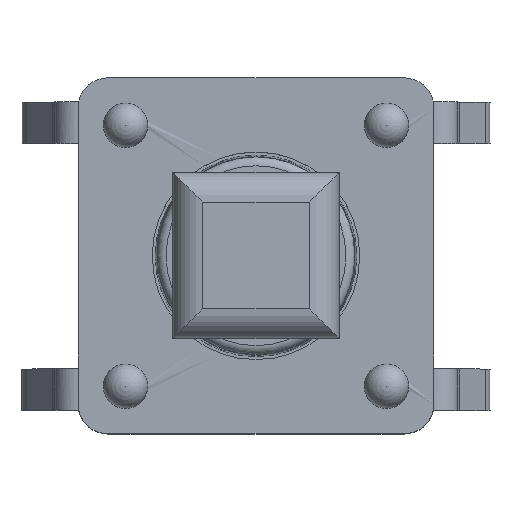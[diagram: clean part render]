
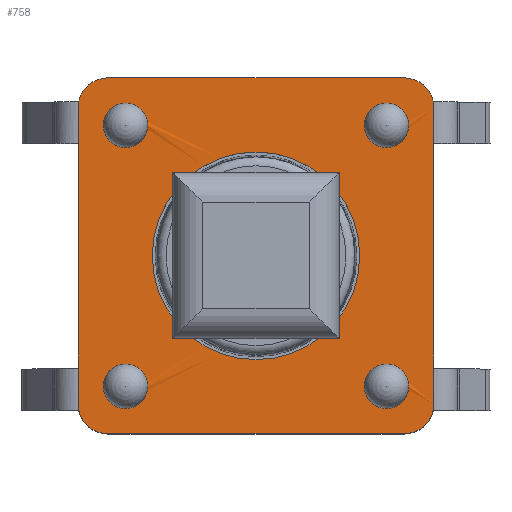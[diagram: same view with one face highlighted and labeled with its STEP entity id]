
A CAD part, top view. The second image highlights one B-rep face of the part: STEP entity #758.
In plain terms, the highlighted planar face has unit normal (0, 0, 1).
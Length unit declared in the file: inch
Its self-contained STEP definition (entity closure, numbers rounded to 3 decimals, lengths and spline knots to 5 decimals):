
#621=CARTESIAN_POINT('',(0.0689,0.,0.06732));
#622=VERTEX_POINT('',#621);
#623=CARTESIAN_POINT('',(0.,0.,0.06732));
#624=DIRECTION('',(0.0,0.0,-1.0));
#625=DIRECTION('',(-1.0,0.0,0.0));
#626=AXIS2_PLACEMENT_3D('',#623,#624,#625);
#627=CIRCLE('',#626,0.0689);
#628=EDGE_CURVE('',#622,#622,#627,.T.);
#636=CARTESIAN_POINT('',(-0.12992,-0.12992,0.06732));
#637=DIRECTION('',(0.0,0.0,1.0));
#638=DIRECTION('',(1.0,0.0,0.0));
#639=AXIS2_PLACEMENT_3D('',#636,#637,#638);
#640=PLANE('',#639);
#641=CARTESIAN_POINT('',(-0.09843,-0.11811,0.06732));
#642=VERTEX_POINT('',#641);
#643=CARTESIAN_POINT('',(-0.11811,-0.09843,0.06732));
#644=VERTEX_POINT('',#643);
#645=CARTESIAN_POINT('',(-0.09843,-0.09843,0.06732));
#646=DIRECTION('',(0.0,0.0,-1.0));
#647=DIRECTION('',(-0.707,-0.707,0.0));
#648=AXIS2_PLACEMENT_3D('',#645,#646,#647);
#649=CIRCLE('',#648,0.01969);
#650=EDGE_CURVE('',#642,#644,#649,.T.);
#651=ORIENTED_EDGE('',*,*,#650,.F.);
#652=CARTESIAN_POINT('',(0.09843,-0.11811,0.06732));
#653=VERTEX_POINT('',#652);
#654=CARTESIAN_POINT('',(0.09843,-0.11811,0.06732));
#655=DIRECTION('',(-1.0,0.0,0.0));
#656=VECTOR('',#655,0.19685);
#657=LINE('',#654,#656);
#658=EDGE_CURVE('',#653,#642,#657,.T.);
#659=ORIENTED_EDGE('',*,*,#658,.F.);
#660=CARTESIAN_POINT('',(0.11811,-0.09843,0.06732));
#661=VERTEX_POINT('',#660);
#662=CARTESIAN_POINT('',(0.09843,-0.09843,0.06732));
#663=DIRECTION('',(0.0,0.0,-1.0));
#664=DIRECTION('',(0.707,-0.707,0.0));
#665=AXIS2_PLACEMENT_3D('',#662,#663,#664);
#666=CIRCLE('',#665,0.01969);
#667=EDGE_CURVE('',#661,#653,#666,.T.);
#668=ORIENTED_EDGE('',*,*,#667,.F.);
#669=CARTESIAN_POINT('',(0.11811,0.09843,0.06732));
#670=VERTEX_POINT('',#669);
#671=CARTESIAN_POINT('',(0.11811,0.09843,0.06732));
#672=DIRECTION('',(0.0,-1.0,0.0));
#673=VECTOR('',#672,0.19685);
#674=LINE('',#671,#673);
#675=EDGE_CURVE('',#670,#661,#674,.T.);
#676=ORIENTED_EDGE('',*,*,#675,.F.);
#677=CARTESIAN_POINT('',(0.09843,0.11811,0.06732));
#678=VERTEX_POINT('',#677);
#679=CARTESIAN_POINT('',(0.09843,0.09843,0.06732));
#680=DIRECTION('',(0.0,0.0,-1.0));
#681=DIRECTION('',(0.707,0.707,0.0));
#682=AXIS2_PLACEMENT_3D('',#679,#680,#681);
#683=CIRCLE('',#682,0.01969);
#684=EDGE_CURVE('',#678,#670,#683,.T.);
#685=ORIENTED_EDGE('',*,*,#684,.F.);
#686=CARTESIAN_POINT('',(-0.09843,0.11811,0.06732));
#687=VERTEX_POINT('',#686);
#688=CARTESIAN_POINT('',(-0.09843,0.11811,0.06732));
#689=DIRECTION('',(1.0,0.0,0.0));
#690=VECTOR('',#689,0.19685);
#691=LINE('',#688,#690);
#692=EDGE_CURVE('',#687,#678,#691,.T.);
#693=ORIENTED_EDGE('',*,*,#692,.F.);
#694=CARTESIAN_POINT('',(-0.11811,0.09843,0.06732));
#695=VERTEX_POINT('',#694);
#696=CARTESIAN_POINT('',(-0.09843,0.09843,0.06732));
#697=DIRECTION('',(0.0,0.0,-1.0));
#698=DIRECTION('',(-0.707,0.707,0.0));
#699=AXIS2_PLACEMENT_3D('',#696,#697,#698);
#700=CIRCLE('',#699,0.01969);
#701=EDGE_CURVE('',#695,#687,#700,.T.);
#702=ORIENTED_EDGE('',*,*,#701,.F.);
#703=CARTESIAN_POINT('',(-0.11811,-0.09843,0.06732));
#704=DIRECTION('',(0.0,1.0,0.0));
#705=VECTOR('',#704,0.19685);
#706=LINE('',#703,#705);
#707=EDGE_CURVE('',#644,#695,#706,.T.);
#708=ORIENTED_EDGE('',*,*,#707,.F.);
#709=EDGE_LOOP('',(#651,#659,#668,#676,#685,#693,#702,#708));
#710=FACE_OUTER_BOUND('',#709,.T.);
#711=ORIENTED_EDGE('',*,*,#628,.T.);
#712=EDGE_LOOP('',(#711));
#713=FACE_BOUND('',#712,.T.);
#714=CARTESIAN_POINT('',(0.10138,-0.08661,0.06781));
#715=VERTEX_POINT('',#714);
#716=CARTESIAN_POINT('',(0.08661,-0.08661,0.06732));
#717=DIRECTION('',(0.0,0.0,1.0));
#718=DIRECTION('',(-1.0,0.0,0.0));
#719=AXIS2_PLACEMENT_3D('',#716,#717,#718);
#720=CIRCLE('',#719,0.01476);
#721=EDGE_CURVE('',#715,#715,#720,.T.);
#722=ORIENTED_EDGE('',*,*,#721,.F.);
#723=EDGE_LOOP('',(#722));
#724=FACE_BOUND('',#723,.T.);
#725=CARTESIAN_POINT('',(-0.07185,-0.08661,0.06781));
#726=VERTEX_POINT('',#725);
#727=CARTESIAN_POINT('',(-0.08661,-0.08661,0.06732));
#728=DIRECTION('',(0.0,0.0,1.0));
#729=DIRECTION('',(-1.0,0.0,0.0));
#730=AXIS2_PLACEMENT_3D('',#727,#728,#729);
#731=CIRCLE('',#730,0.01476);
#732=EDGE_CURVE('',#726,#726,#731,.T.);
#733=ORIENTED_EDGE('',*,*,#732,.F.);
#734=EDGE_LOOP('',(#733));
#735=FACE_BOUND('',#734,.T.);
#736=CARTESIAN_POINT('',(0.10138,0.08661,0.06781));
#737=VERTEX_POINT('',#736);
#738=CARTESIAN_POINT('',(0.08661,0.08661,0.06732));
#739=DIRECTION('',(0.0,0.0,1.0));
#740=DIRECTION('',(-1.0,0.0,0.0));
#741=AXIS2_PLACEMENT_3D('',#738,#739,#740);
#742=CIRCLE('',#741,0.01476);
#743=EDGE_CURVE('',#737,#737,#742,.T.);
#744=ORIENTED_EDGE('',*,*,#743,.F.);
#745=EDGE_LOOP('',(#744));
#746=FACE_BOUND('',#745,.T.);
#747=CARTESIAN_POINT('',(-0.07185,0.08661,0.06781));
#748=VERTEX_POINT('',#747);
#749=CARTESIAN_POINT('',(-0.08661,0.08661,0.06732));
#750=DIRECTION('',(0.0,0.0,1.0));
#751=DIRECTION('',(-1.0,0.0,0.0));
#752=AXIS2_PLACEMENT_3D('',#749,#750,#751);
#753=CIRCLE('',#752,0.01476);
#754=EDGE_CURVE('',#748,#748,#753,.T.);
#755=ORIENTED_EDGE('',*,*,#754,.F.);
#756=EDGE_LOOP('',(#755));
#757=FACE_BOUND('',#756,.T.);
#758=ADVANCED_FACE('',(#710,#713,#724,#735,#746,#757),#640,.T.);
